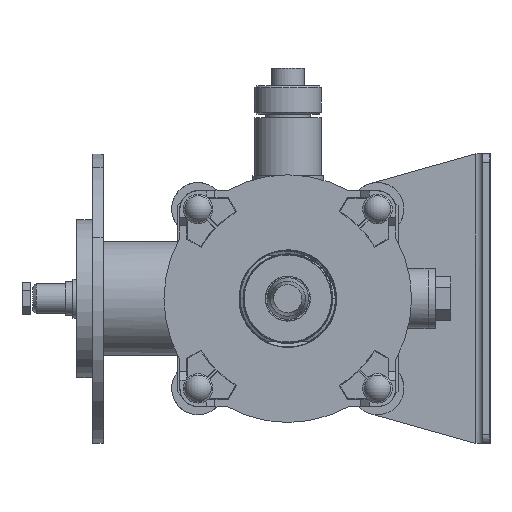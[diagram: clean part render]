
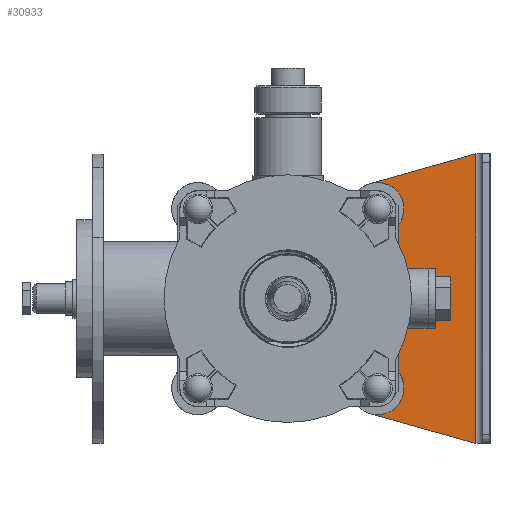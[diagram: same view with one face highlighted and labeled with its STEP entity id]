
A CAD part, left-side view. The second image highlights one B-rep face of the part: STEP entity #30933.
In plain terms, the highlighted planar face has unit normal (-1, 0, 0).
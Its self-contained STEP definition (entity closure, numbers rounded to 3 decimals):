
#1006=PLANE('',#33243);
#3164=FACE_OUTER_BOUND('',#4848,.T.);
#4848=EDGE_LOOP('',(#24326,#24327,#24328,#24329,#24330,#24331,#24332));
#6052=CIRCLE('',#31658,15.);
#6059=CIRCLE('',#31666,15.);
#6592=CIRCLE('',#33244,60.15);
#6593=CIRCLE('',#33245,15.);
#8342=LINE('',#58037,#10709);
#8343=LINE('',#58039,#10710);
#8344=LINE('',#58040,#10711);
#10709=VECTOR('',#38988,10.);
#10710=VECTOR('',#38989,10.);
#10711=VECTOR('',#38990,10.);
#11691=VERTEX_POINT('',#42356);
#11692=VERTEX_POINT('',#42358);
#11694=VERTEX_POINT('',#42363);
#11698=VERTEX_POINT('',#42373);
#13457=VERTEX_POINT('',#58036);
#13458=VERTEX_POINT('',#58038);
#13459=VERTEX_POINT('',#58041);
#14568=EDGE_CURVE('',#11691,#11692,#6052,.T.);
#14577=EDGE_CURVE('',#11698,#11694,#6059,.T.);
#17295=EDGE_CURVE('',#11698,#13457,#8342,.T.);
#17296=EDGE_CURVE('',#13457,#13458,#8343,.T.);
#17297=EDGE_CURVE('',#13458,#11692,#8344,.T.);
#17298=EDGE_CURVE('',#11691,#13459,#6592,.T.);
#17299=EDGE_CURVE('',#11694,#13459,#6593,.T.);
#24326=ORIENTED_EDGE('',*,*,#14577,.F.);
#24327=ORIENTED_EDGE('',*,*,#17295,.T.);
#24328=ORIENTED_EDGE('',*,*,#17296,.T.);
#24329=ORIENTED_EDGE('',*,*,#17297,.T.);
#24330=ORIENTED_EDGE('',*,*,#14568,.F.);
#24331=ORIENTED_EDGE('',*,*,#17298,.T.);
#24332=ORIENTED_EDGE('',*,*,#17299,.F.);
#30933=ADVANCED_FACE('',(#3164),#1006,.F.);
#31658=AXIS2_PLACEMENT_3D('',#42359,#34413,#34414);
#31666=AXIS2_PLACEMENT_3D('',#42375,#34431,#34432);
#33243=AXIS2_PLACEMENT_3D('',#58035,#38986,#38987);
#33244=AXIS2_PLACEMENT_3D('',#58042,#38991,#38992);
#33245=AXIS2_PLACEMENT_3D('',#58043,#38993,#38994);
#34413=DIRECTION('center_axis',(-1.,0.,0.));
#34414=DIRECTION('ref_axis',(0.,-1.,0.));
#34431=DIRECTION('center_axis',(-1.,0.,0.));
#34432=DIRECTION('ref_axis',(0.,0.,-1.));
#38986=DIRECTION('center_axis',(1.,0.,0.));
#38987=DIRECTION('ref_axis',(0.,0.,-1.));
#38988=DIRECTION('',(0.,-0.963,-0.271));
#38989=DIRECTION('',(0.,0.,1.));
#38990=DIRECTION('',(0.,0.963,-0.271));
#38991=DIRECTION('center_axis',(1.,0.,0.));
#38992=DIRECTION('ref_axis',(0.,-0.604,0.797));
#38993=DIRECTION('center_axis',(-1.,0.,0.));
#38994=DIRECTION('ref_axis',(0.,0.,-1.));
#42356=CARTESIAN_POINT('',(-365.,-47.933,36.338));
#42358=CARTESIAN_POINT('',(-365.,-46.953,65.457));
#42359=CARTESIAN_POINT('Origin',(-365.,-51.018,51.018));
#42363=CARTESIAN_POINT('',(-365.,-51.018,-36.018));
#42373=CARTESIAN_POINT('',(-365.,-46.953,-65.457));
#42375=CARTESIAN_POINT('Origin',(-365.,-51.018,-51.018));
#58035=CARTESIAN_POINT('Origin',(-365.,-81.713,0.));
#58036=CARTESIAN_POINT('',(-365.,-107.,-82.359));
#58037=CARTESIAN_POINT('',(-365.,-46.953,-65.457));
#58038=CARTESIAN_POINT('',(-365.,-107.,82.359));
#58039=CARTESIAN_POINT('',(-365.,-107.,-41.18));
#58040=CARTESIAN_POINT('',(-365.,-107.5,82.5));
#58041=CARTESIAN_POINT('',(-365.,-47.933,-36.338));
#58042=CARTESIAN_POINT('Origin',(-365.,0.,0.));
#58043=CARTESIAN_POINT('Origin',(-365.,-51.018,-51.018));
